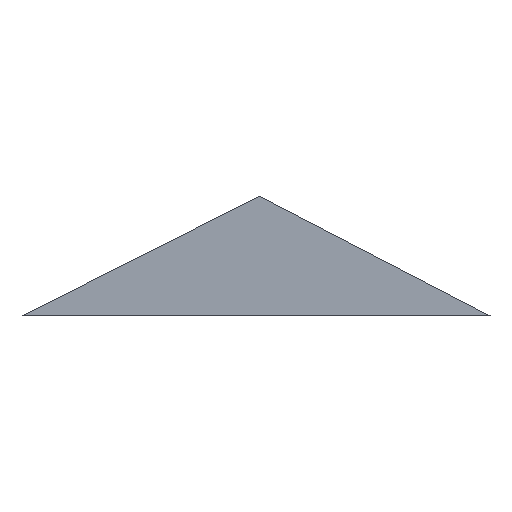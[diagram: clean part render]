
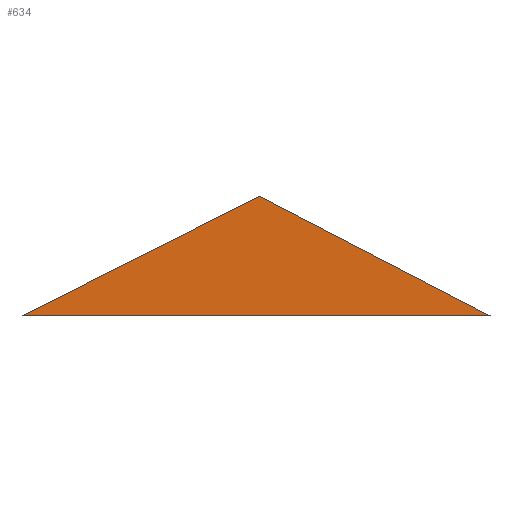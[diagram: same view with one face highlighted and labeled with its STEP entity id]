
A CAD part, left-side view. The second image highlights one B-rep face of the part: STEP entity #634.
In plain terms, the highlighted planar face has unit normal (-1, 0, 0).
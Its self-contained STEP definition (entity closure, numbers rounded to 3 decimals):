
#397 = VERTEX_POINT('',#398);
#398 = CARTESIAN_POINT('',(-100.,-9.976,-2.203));
#405 = PLANE('',#406);
#406 = AXIS2_PLACEMENT_3D('',#407,#408,#409);
#407 = CARTESIAN_POINT('',(0.,-9.976,-2.203));
#408 = DIRECTION('',(0.,0.,-1.));
#409 = DIRECTION('',(0.,1.,0.));
#417 = PLANE('',#418);
#418 = AXIS2_PLACEMENT_3D('',#419,#420,#421);
#419 = CARTESIAN_POINT('',(0.,-0.042,2.945));
#420 = DIRECTION('',(0.,-0.46,0.888));
#421 = DIRECTION('',(0.,-0.888,-0.46));
#429 = EDGE_CURVE('',#397,#430,#432,.T.);
#430 = VERTEX_POINT('',#431);
#431 = CARTESIAN_POINT('',(-100.,10.17,-2.203));
#432 = SURFACE_CURVE('',#433,(#437,#444),.PCURVE_S1.);
#433 = LINE('',#434,#435);
#434 = CARTESIAN_POINT('',(-100.,-9.976,-2.203));
#435 = VECTOR('',#436,1.);
#436 = DIRECTION('',(0.,1.,0.));
#437 = PCURVE('',#405,#438);
#438 = DEFINITIONAL_REPRESENTATION('',(#439),#443);
#439 = LINE('',#440,#441);
#440 = CARTESIAN_POINT('',(0.,-100.));
#441 = VECTOR('',#442,1.);
#442 = DIRECTION('',(1.,0.));
#443 = ( GEOMETRIC_REPRESENTATION_CONTEXT(2) 
PARAMETRIC_REPRESENTATION_CONTEXT() REPRESENTATION_CONTEXT('2D SPACE',''
  ) );
#444 = PCURVE('',#445,#450);
#445 = PLANE('',#446);
#446 = AXIS2_PLACEMENT_3D('',#447,#448,#449);
#447 = CARTESIAN_POINT('',(-100.,0.089,-0.841));
#448 = DIRECTION('',(1.,0.,0.));
#449 = DIRECTION('',(0.,0.,1.));
#450 = DEFINITIONAL_REPRESENTATION('',(#451),#455);
#451 = LINE('',#452,#453);
#452 = CARTESIAN_POINT('',(-1.362,10.066));
#453 = VECTOR('',#454,1.);
#454 = DIRECTION('',(0.,-1.));
#455 = ( GEOMETRIC_REPRESENTATION_CONTEXT(2) 
PARAMETRIC_REPRESENTATION_CONTEXT() REPRESENTATION_CONTEXT('2D SPACE',''
  ) );
#473 = PLANE('',#474);
#474 = AXIS2_PLACEMENT_3D('',#475,#476,#477);
#475 = CARTESIAN_POINT('',(0.,10.17,-2.203));
#476 = DIRECTION('',(0.,0.45,0.893));
#477 = DIRECTION('',(0.,-0.893,0.45));
#515 = EDGE_CURVE('',#430,#516,#518,.T.);
#516 = VERTEX_POINT('',#517);
#517 = CARTESIAN_POINT('',(-100.,-0.042,2.945));
#518 = SURFACE_CURVE('',#519,(#523,#530),.PCURVE_S1.);
#519 = LINE('',#520,#521);
#520 = CARTESIAN_POINT('',(-100.,10.17,-2.203));
#521 = VECTOR('',#522,1.);
#522 = DIRECTION('',(0.,-0.893,0.45));
#523 = PCURVE('',#473,#524);
#524 = DEFINITIONAL_REPRESENTATION('',(#525),#529);
#525 = LINE('',#526,#527);
#526 = CARTESIAN_POINT('',(0.,-100.));
#527 = VECTOR('',#528,1.);
#528 = DIRECTION('',(1.,0.));
#529 = ( GEOMETRIC_REPRESENTATION_CONTEXT(2) 
PARAMETRIC_REPRESENTATION_CONTEXT() REPRESENTATION_CONTEXT('2D SPACE',''
  ) );
#530 = PCURVE('',#445,#531);
#531 = DEFINITIONAL_REPRESENTATION('',(#532),#536);
#532 = LINE('',#533,#534);
#533 = CARTESIAN_POINT('',(-1.362,-10.081));
#534 = VECTOR('',#535,1.);
#535 = DIRECTION('',(0.45,0.893));
#536 = ( GEOMETRIC_REPRESENTATION_CONTEXT(2) 
PARAMETRIC_REPRESENTATION_CONTEXT() REPRESENTATION_CONTEXT('2D SPACE',''
  ) );
#586 = EDGE_CURVE('',#516,#397,#587,.T.);
#587 = SURFACE_CURVE('',#588,(#592,#599),.PCURVE_S1.);
#588 = LINE('',#589,#590);
#589 = CARTESIAN_POINT('',(-100.,-0.042,2.945));
#590 = VECTOR('',#591,1.);
#591 = DIRECTION('',(0.,-0.888,-0.46));
#592 = PCURVE('',#417,#593);
#593 = DEFINITIONAL_REPRESENTATION('',(#594),#598);
#594 = LINE('',#595,#596);
#595 = CARTESIAN_POINT('',(-0.,-100.));
#596 = VECTOR('',#597,1.);
#597 = DIRECTION('',(1.,0.));
#598 = ( GEOMETRIC_REPRESENTATION_CONTEXT(2) 
PARAMETRIC_REPRESENTATION_CONTEXT() REPRESENTATION_CONTEXT('2D SPACE',''
  ) );
#599 = PCURVE('',#445,#600);
#600 = DEFINITIONAL_REPRESENTATION('',(#601),#605);
#601 = LINE('',#602,#603);
#602 = CARTESIAN_POINT('',(3.786,0.132));
#603 = VECTOR('',#604,1.);
#604 = DIRECTION('',(-0.46,0.888));
#605 = ( GEOMETRIC_REPRESENTATION_CONTEXT(2) 
PARAMETRIC_REPRESENTATION_CONTEXT() REPRESENTATION_CONTEXT('2D SPACE',''
  ) );
#634 = ADVANCED_FACE('',(#635),#445,.F.);
#635 = FACE_BOUND('',#636,.F.);
#636 = EDGE_LOOP('',(#637,#638,#639));
#637 = ORIENTED_EDGE('',*,*,#429,.T.);
#638 = ORIENTED_EDGE('',*,*,#515,.T.);
#639 = ORIENTED_EDGE('',*,*,#586,.T.);
